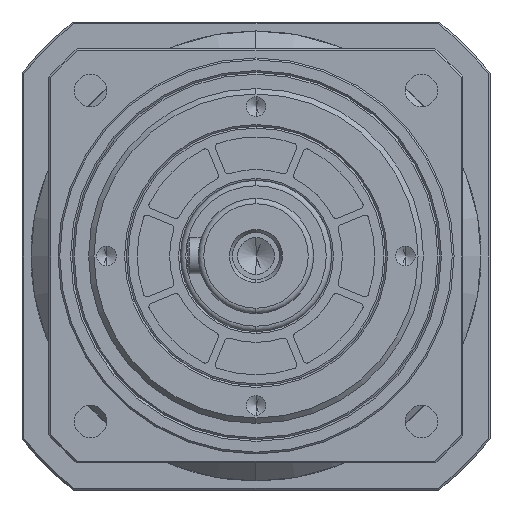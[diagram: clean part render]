
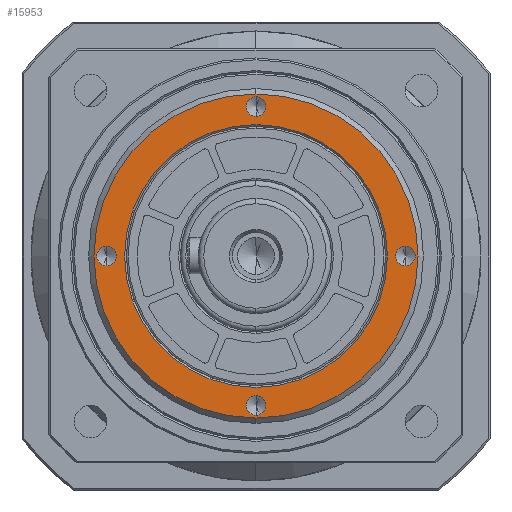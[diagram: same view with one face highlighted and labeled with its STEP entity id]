
A CAD part, left-side view. The second image highlights one B-rep face of the part: STEP entity #15953.
In plain terms, the highlighted planar face has unit normal (-1, 0, 0).
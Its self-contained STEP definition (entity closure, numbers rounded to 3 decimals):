
#155 = AXIS2_PLACEMENT_3D ( 'NONE', #11501, #2142, #13060 ) ;
#273 = CARTESIAN_POINT ( 'NONE',  ( -1.5, 41.502, -2.75 ) ) ;
#372 = EDGE_CURVE ( 'NONE', #945, #7054, #11497, .T. ) ;
#642 = EDGE_CURVE ( 'NONE', #6104, #18903, #11733, .T. ) ;
#853 = CARTESIAN_POINT ( 'NONE',  ( -1.5, 0., 0. ) ) ;
#933 = CIRCLE ( 'NONE', #9879, 2.75 ) ;
#945 = VERTEX_POINT ( 'NONE', #18945 ) ;
#1060 = ORIENTED_EDGE ( 'NONE', *, *, #4859, .F. ) ;
#1232 = CARTESIAN_POINT ( 'NONE',  ( -1.5, 0., -41.502 ) ) ;
#1489 = FACE_OUTER_BOUND ( 'NONE', #5447, .T. ) ;
#1524 = DIRECTION ( 'NONE',  ( 0., 0., -1. ) ) ;
#1640 = CARTESIAN_POINT ( 'NONE',  ( -1.5, 0., 0. ) ) ;
#1737 = CARTESIAN_POINT ( 'NONE',  ( -1.5, -41.502, 2.75 ) ) ;
#2086 = AXIS2_PLACEMENT_3D ( 'NONE', #3694, #14551, #5242 ) ;
#2126 = VERTEX_POINT ( 'NONE', #6580 ) ;
#2142 = DIRECTION ( 'NONE',  ( 1., 0., 0. ) ) ;
#2270 = CARTESIAN_POINT ( 'NONE',  ( -1.5, 0., 45. ) ) ;
#2404 = ORIENTED_EDGE ( 'NONE', *, *, #642, .T. ) ;
#2424 = DIRECTION ( 'NONE',  ( 0., 0., 1. ) ) ;
#2802 = DIRECTION ( 'NONE',  ( 0., 0., 1. ) ) ;
#2958 = AXIS2_PLACEMENT_3D ( 'NONE', #1640, #12548, #3205 ) ;
#3032 = PLANE ( 'NONE',  #15836 ) ;
#3121 = ORIENTED_EDGE ( 'NONE', *, *, #10639, .F. ) ;
#3205 = DIRECTION ( 'NONE',  ( 0., 0., -1. ) ) ;
#3295 = CIRCLE ( 'NONE', #14530, 2.75 ) ;
#3694 = CARTESIAN_POINT ( 'NONE',  ( -1.5, 0., -41.502 ) ) ;
#3717 = CIRCLE ( 'NONE', #10297, 45. ) ;
#3871 = DIRECTION ( 'NONE',  ( -1., 0., 0. ) ) ;
#3916 = DIRECTION ( 'NONE',  ( -1., 0., 0. ) ) ;
#3948 = ORIENTED_EDGE ( 'NONE', *, *, #13154, .F. ) ;
#3981 = DIRECTION ( 'NONE',  ( -1., 0., 0. ) ) ;
#4166 = VERTEX_POINT ( 'NONE', #11692 ) ;
#4455 = VERTEX_POINT ( 'NONE', #9370 ) ;
#4477 = ORIENTED_EDGE ( 'NONE', *, *, #372, .F. ) ;
#4859 = EDGE_CURVE ( 'NONE', #2126, #12417, #3295, .T. ) ;
#5242 = DIRECTION ( 'NONE',  ( 0., 0., 1. ) ) ;
#5447 = EDGE_LOOP ( 'NONE', ( #6434, #2404 ) ) ;
#5642 = FACE_BOUND ( 'NONE', #17023, .T. ) ;
#5683 = DIRECTION ( 'NONE',  ( -1., 0., 0. ) ) ;
#6104 = VERTEX_POINT ( 'NONE', #2270 ) ;
#6143 = CARTESIAN_POINT ( 'NONE',  ( -1.5, 0., -45. ) ) ;
#6199 = CIRCLE ( 'NONE', #155, 36.5 ) ;
#6237 = VERTEX_POINT ( 'NONE', #10475 ) ;
#6434 = ORIENTED_EDGE ( 'NONE', *, *, #8062, .T. ) ;
#6515 = VERTEX_POINT ( 'NONE', #11001 ) ;
#6580 = CARTESIAN_POINT ( 'NONE',  ( -1.5, 0., -38.752 ) ) ;
#6628 = FACE_BOUND ( 'NONE', #18797, .T. ) ;
#6858 = AXIS2_PLACEMENT_3D ( 'NONE', #853, #11776, #2424 ) ;
#7054 = VERTEX_POINT ( 'NONE', #273 ) ;
#7065 = CARTESIAN_POINT ( 'NONE',  ( -1.5, -41.502, 0. ) ) ;
#7255 = AXIS2_PLACEMENT_3D ( 'NONE', #13212, #3871, #14745 ) ;
#7416 = DIRECTION ( 'NONE',  ( -1., 0., 0. ) ) ;
#7468 = CARTESIAN_POINT ( 'NONE',  ( -1.5, 0., 41.502 ) ) ;
#7692 = VERTEX_POINT ( 'NONE', #1737 ) ;
#7745 = CARTESIAN_POINT ( 'NONE',  ( -1.5, 45., 0. ) ) ;
#8062 = EDGE_CURVE ( 'NONE', #18903, #6104, #3717, .T. ) ;
#8176 = CIRCLE ( 'NONE', #16441, 2.75 ) ;
#8651 = DIRECTION ( 'NONE',  ( 0., 0., 1. ) ) ;
#8763 = ORIENTED_EDGE ( 'NONE', *, *, #14305, .T. ) ;
#9041 = DIRECTION ( 'NONE',  ( 0., 0., 1. ) ) ;
#9105 = EDGE_LOOP ( 'NONE', ( #11255, #16749 ) ) ;
#9370 = CARTESIAN_POINT ( 'NONE',  ( -1.5, 0., 36.5 ) ) ;
#9704 = AXIS2_PLACEMENT_3D ( 'NONE', #7065, #17946, #8651 ) ;
#9707 = EDGE_LOOP ( 'NONE', ( #4477, #19369 ) ) ;
#9796 = FACE_BOUND ( 'NONE', #18556, .T. ) ;
#9879 = AXIS2_PLACEMENT_3D ( 'NONE', #13255, #3916, #14785 ) ;
#10295 = FACE_BOUND ( 'NONE', #9707, .T. ) ;
#10297 = AXIS2_PLACEMENT_3D ( 'NONE', #16734, #7416, #18290 ) ;
#10475 = CARTESIAN_POINT ( 'NONE',  ( -1.5, 0., -36.5 ) ) ;
#10639 = EDGE_CURVE ( 'NONE', #7692, #6515, #933, .T. ) ;
#10885 = DIRECTION ( 'NONE',  ( 1., 0., 0. ) ) ;
#11001 = CARTESIAN_POINT ( 'NONE',  ( -1.5, -41.502, -2.75 ) ) ;
#11036 = ORIENTED_EDGE ( 'NONE', *, *, #16666, .T. ) ;
#11255 = ORIENTED_EDGE ( 'NONE', *, *, #18273, .F. ) ;
#11497 = CIRCLE ( 'NONE', #7255, 2.75 ) ;
#11501 = CARTESIAN_POINT ( 'NONE',  ( -1.5, 0., 0. ) ) ;
#11692 = CARTESIAN_POINT ( 'NONE',  ( -1.5, 0., 38.752 ) ) ;
#11733 = CIRCLE ( 'NONE', #6858, 45. ) ;
#11776 = DIRECTION ( 'NONE',  ( -1., 0., 0. ) ) ;
#12141 = DIRECTION ( 'NONE',  ( -1., 0., 0. ) ) ;
#12417 = VERTEX_POINT ( 'NONE', #14195 ) ;
#12548 = DIRECTION ( 'NONE',  ( 1., 0., 0. ) ) ;
#12620 = VERTEX_POINT ( 'NONE', #19371 ) ;
#12696 = EDGE_CURVE ( 'NONE', #4166, #12620, #8176, .T. ) ;
#12763 = EDGE_CURVE ( 'NONE', #7054, #945, #19612, .T. ) ;
#13060 = DIRECTION ( 'NONE',  ( 0., 0., -1. ) ) ;
#13154 = EDGE_CURVE ( 'NONE', #12417, #2126, #14221, .T. ) ;
#13166 = AXIS2_PLACEMENT_3D ( 'NONE', #7468, #18337, #9041 ) ;
#13212 = CARTESIAN_POINT ( 'NONE',  ( -1.5, 41.502, 0. ) ) ;
#13255 = CARTESIAN_POINT ( 'NONE',  ( -1.5, -41.502, 0. ) ) ;
#13323 = CARTESIAN_POINT ( 'NONE',  ( -1.5, 0., 41.502 ) ) ;
#13915 = FACE_BOUND ( 'NONE', #9105, .T. ) ;
#14195 = CARTESIAN_POINT ( 'NONE',  ( -1.5, 0., -44.252 ) ) ;
#14221 = CIRCLE ( 'NONE', #2086, 2.75 ) ;
#14305 = EDGE_CURVE ( 'NONE', #4455, #6237, #6199, .T. ) ;
#14530 = AXIS2_PLACEMENT_3D ( 'NONE', #1232, #12141, #2802 ) ;
#14551 = DIRECTION ( 'NONE',  ( -1., 0., 0. ) ) ;
#14632 = CIRCLE ( 'NONE', #9704, 2.75 ) ;
#14745 = DIRECTION ( 'NONE',  ( 0., 0., 1. ) ) ;
#14785 = DIRECTION ( 'NONE',  ( 0., 0., 1. ) ) ;
#14870 = DIRECTION ( 'NONE',  ( 0., 0., 1. ) ) ;
#14875 = CIRCLE ( 'NONE', #13166, 2.75 ) ;
#15015 = CARTESIAN_POINT ( 'NONE',  ( -1.5, 41.502, 0. ) ) ;
#15634 = EDGE_CURVE ( 'NONE', #6515, #7692, #14632, .T. ) ;
#15836 = AXIS2_PLACEMENT_3D ( 'NONE', #7745, #10885, #1524 ) ;
#15953 = ADVANCED_FACE ( 'NONE', ( #10295, #13915, #6628, #9796, #5642, #1489 ), #3032, .F. ) ;
#16441 = AXIS2_PLACEMENT_3D ( 'NONE', #13323, #3981, #14870 ) ;
#16589 = DIRECTION ( 'NONE',  ( 0., 0., 1. ) ) ;
#16666 = EDGE_CURVE ( 'NONE', #6237, #4455, #19748, .T. ) ;
#16734 = CARTESIAN_POINT ( 'NONE',  ( -1.5, 0., 0. ) ) ;
#16749 = ORIENTED_EDGE ( 'NONE', *, *, #12696, .F. ) ;
#17023 = EDGE_LOOP ( 'NONE', ( #8763, #11036 ) ) ;
#17470 = AXIS2_PLACEMENT_3D ( 'NONE', #15015, #5683, #16589 ) ;
#17702 = ORIENTED_EDGE ( 'NONE', *, *, #15634, .F. ) ;
#17946 = DIRECTION ( 'NONE',  ( -1., 0., 0. ) ) ;
#18273 = EDGE_CURVE ( 'NONE', #12620, #4166, #14875, .T. ) ;
#18290 = DIRECTION ( 'NONE',  ( 0., 0., 1. ) ) ;
#18337 = DIRECTION ( 'NONE',  ( -1., 0., 0. ) ) ;
#18556 = EDGE_LOOP ( 'NONE', ( #1060, #3948 ) ) ;
#18797 = EDGE_LOOP ( 'NONE', ( #3121, #17702 ) ) ;
#18903 = VERTEX_POINT ( 'NONE', #6143 ) ;
#18945 = CARTESIAN_POINT ( 'NONE',  ( -1.5, 41.502, 2.75 ) ) ;
#19369 = ORIENTED_EDGE ( 'NONE', *, *, #12763, .F. ) ;
#19371 = CARTESIAN_POINT ( 'NONE',  ( -1.5, 0., 44.252 ) ) ;
#19612 = CIRCLE ( 'NONE', #17470, 2.75 ) ;
#19748 = CIRCLE ( 'NONE', #2958, 36.5 ) ;
